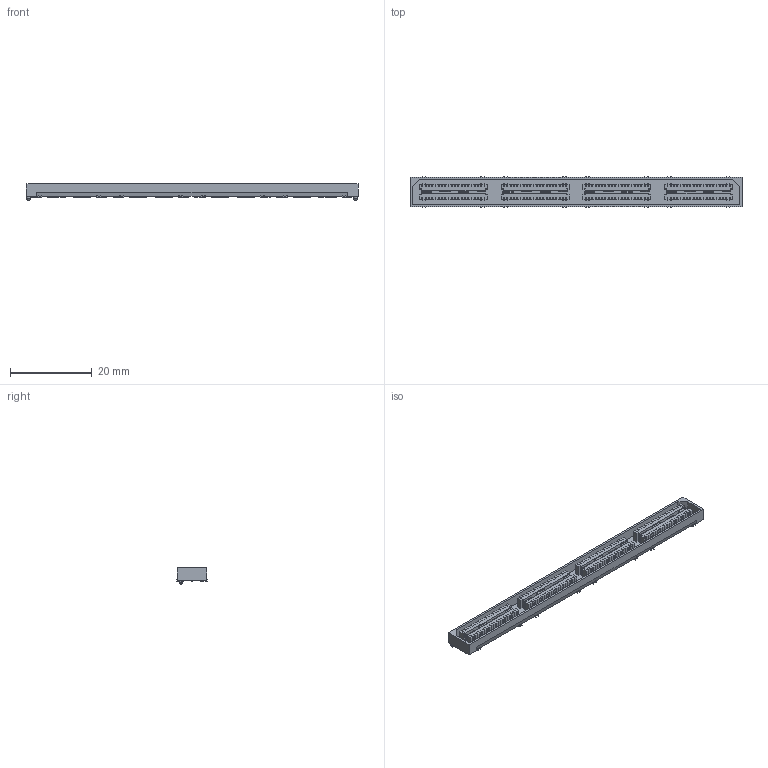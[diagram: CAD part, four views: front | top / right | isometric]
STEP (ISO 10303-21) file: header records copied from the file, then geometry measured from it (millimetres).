
FILE_DESCRIPTION((''),'2;1');
FILE_NAME('SAMTEC_QSE-080-01-L-D-A-K-TR.stp','2014-11-10T10:41:21',(''),(''),'Mechanical Desktop 2011','Mechanical Desktop 2011',', , ');
FILE_SCHEMA(('AUTOMOTIVE_DESIGN { 1 2 10303 214 1 1 1 1 }'));
Length unit declared in the file: millimetre
Products named in the file (1): Product
Bounding box: 81.28 x 7.49 x 4 mm (x, y, z)
Volume: 981.3 mm3; surface area: 4043.2 mm2
Topology: 107 solids, 107 shells, 1727 faces, 4532 edges, 3020 vertices
Faces by surface type: plane 1351, cylinder 276, bspline 100
Entity records: 52687 total; most frequent: CARTESIAN_POINT 9744, ORIENTED_EDGE 9064, DIRECTION 8348, EDGE_CURVE 4532, VECTOR 3972, LINE 3972, VERTEX_POINT 3020, AXIS2_PLACEMENT_3D 2188
